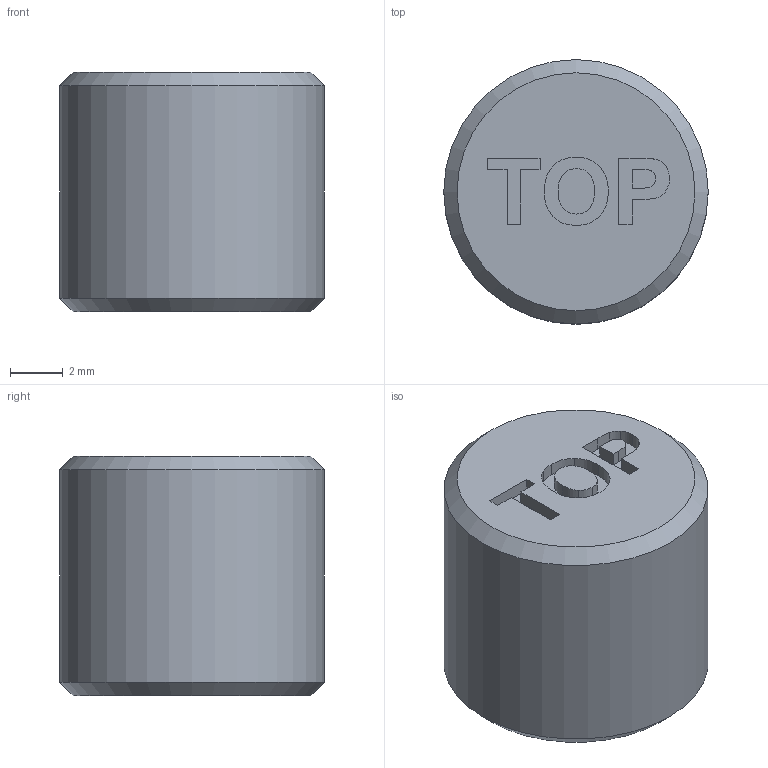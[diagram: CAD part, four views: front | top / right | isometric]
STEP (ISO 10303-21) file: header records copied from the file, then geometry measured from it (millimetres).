
FILE_DESCRIPTION(/* description */ (''),/* implementation_level */ '2;1');
FILE_NAME(/* name */ '',/* time_stamp */ '2024-03-24T19:59:12+08:00',/* author */ (''),/* organization */ (''),/* preprocessor_version */ 'ST-DEVELOPER v20',/* originating_system */ 'Autodesk Translation Framework v12.14.0.127',/* authorisation */ '');
FILE_SCHEMA (('AUTOMOTIVE_DESIGN { 1 0 10303 214 3 1 1 }'));
Length unit declared in the file: millimetre
Products named in the file (1): 磁铁胶囊
Bounding box: 10 x 10 x 9.04 mm (x, y, z)
Volume: 671 mm3; surface area: 489.2 mm2
Topology: 1 solids, 2 shells, 60 faces, 152 edges, 101 vertices
Faces by surface type: bspline 31, plane 25, cone 2, cylinder 2
Full cylindrical faces by diameter (mm): 3.4 x1, 10 x1
Entity records: 2116 total; most frequent: CARTESIAN_POINT 841, ORIENTED_EDGE 304, DIRECTION 157, EDGE_CURVE 152, VERTEX_POINT 101, LINE 83, VECTOR 83, EDGE_LOOP 65
